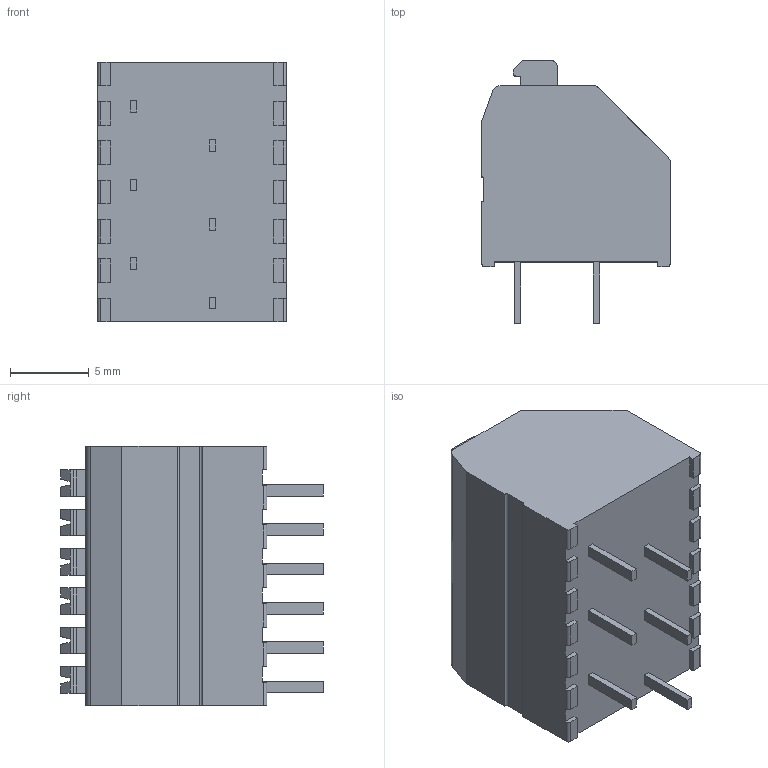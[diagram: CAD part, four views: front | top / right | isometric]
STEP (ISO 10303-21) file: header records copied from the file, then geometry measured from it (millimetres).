
FILE_DESCRIPTION( ( 'STEP AP203' ), '1' );
FILE_NAME( '250-406.stp', '2020-11-23T13:49:04', ( 'License CC BY-ND 4.0' ), ( 'CADENAS' ), ' ', 'PARTsolutions', ' ' );
FILE_SCHEMA( ( 'CONFIG_CONTROL_DESIGN' ) );
Length unit declared in the file: millimetre
Products named in the file (1): _250-406
Bounding box: 12 x 16.7 x 16.5 mm (x, y, z)
Volume: 2007 mm3; surface area: 1177.6 mm2
Topology: 1 solids, 1 shells, 291 faces, 789 edges, 512 vertices
Faces by surface type: plane 224, cylinder 55, cone 12
Entity records: 9108 total; most frequent: CARTESIAN_POINT 1593, ORIENTED_EDGE 1578, DIRECTION 1530, EDGE_CURVE 789, LINE 632, VECTOR 632, VERTEX_POINT 512, AXIS2_PLACEMENT_3D 449
